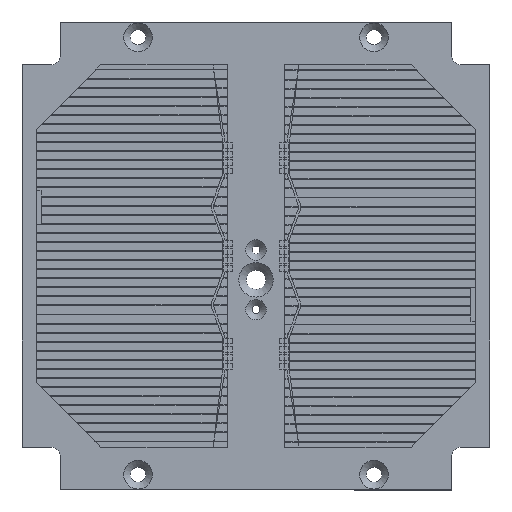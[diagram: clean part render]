
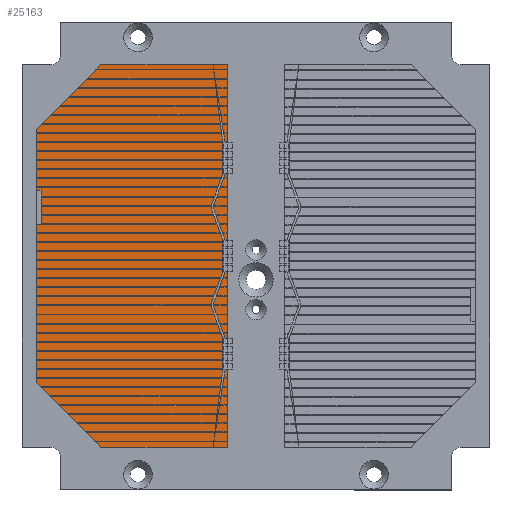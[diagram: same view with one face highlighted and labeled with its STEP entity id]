
A CAD part, top view. The second image highlights one B-rep face of the part: STEP entity #25163.
In plain terms, the highlighted planar face has unit normal (0, 0, 1).
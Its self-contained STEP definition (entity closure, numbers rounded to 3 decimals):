
#785=LINE('',#34907,#3659);
#789=LINE('',#34916,#3663);
#792=LINE('',#34922,#3666);
#795=LINE('',#34928,#3669);
#798=LINE('',#34934,#3672);
#801=LINE('',#34940,#3675);
#3659=VECTOR('',#28484,1000.);
#3663=VECTOR('',#28490,1000.);
#3666=VECTOR('',#28495,1000.);
#3669=VECTOR('',#28500,1000.);
#3672=VECTOR('',#28505,1000.);
#3675=VECTOR('',#28510,1000.);
#6295=PLANE('',#26460);
#8076=ORIENTED_EDGE('',*,*,#13876,.T.);
#8077=ORIENTED_EDGE('',*,*,#13879,.T.);
#8078=ORIENTED_EDGE('',*,*,#13863,.T.);
#8079=ORIENTED_EDGE('',*,*,#13867,.T.);
#8080=ORIENTED_EDGE('',*,*,#13870,.T.);
#8081=ORIENTED_EDGE('',*,*,#13873,.T.);
#13863=EDGE_CURVE('',#16838,#16839,#785,.T.);
#13867=EDGE_CURVE('',#16839,#16842,#789,.T.);
#13870=EDGE_CURVE('',#16842,#16844,#792,.T.);
#13873=EDGE_CURVE('',#16844,#16846,#795,.T.);
#13876=EDGE_CURVE('',#16846,#16848,#798,.T.);
#13879=EDGE_CURVE('',#16848,#16838,#801,.T.);
#16838=VERTEX_POINT('',#34908);
#16839=VERTEX_POINT('',#34909);
#16842=VERTEX_POINT('',#34917);
#16844=VERTEX_POINT('',#34923);
#16846=VERTEX_POINT('',#34929);
#16848=VERTEX_POINT('',#34935);
#18993=EDGE_LOOP('',(#8076,#8077,#8078,#8079,#8080,#8081));
#20209=FACE_BOUND('',#18993,.T.);
#25163=ADVANCED_FACE('',(#20209),#6295,.T.);
#26460=AXIS2_PLACEMENT_3D('',#34942,#28512,#28513);
#28484=DIRECTION('',(-1.,0.,0.));
#28490=DIRECTION('',(-0.707,-0.707,0.));
#28495=DIRECTION('',(0.,-1.,0.));
#28500=DIRECTION('',(1.,0.,0.));
#28505=DIRECTION('',(0.,1.,0.));
#28510=DIRECTION('',(-0.707,0.707,0.));
#28512=DIRECTION('',(0.,0.,1.));
#28513=DIRECTION('',(1.,0.,0.));
#34907=CARTESIAN_POINT('',(20.,16.203,0.15));
#34908=CARTESIAN_POINT('',(46.5,16.203,0.15));
#34909=CARTESIAN_POINT('',(-6.5,16.203,0.15));
#34916=CARTESIAN_POINT('',(-6.5,16.203,0.15));
#34917=CARTESIAN_POINT('',(-20.,2.703,0.15));
#34922=CARTESIAN_POINT('',(-20.,-5.545,0.15));
#34923=CARTESIAN_POINT('',(-20.,-23.797,0.15));
#34928=CARTESIAN_POINT('',(20.,-23.797,0.15));
#34929=CARTESIAN_POINT('',(60.,-23.797,0.15));
#34934=CARTESIAN_POINT('',(60.,-5.545,0.15));
#34935=CARTESIAN_POINT('',(60.,2.703,0.15));
#34940=CARTESIAN_POINT('',(60.,2.703,0.15));
#34942=CARTESIAN_POINT('',(20.,-5.545,0.15));
